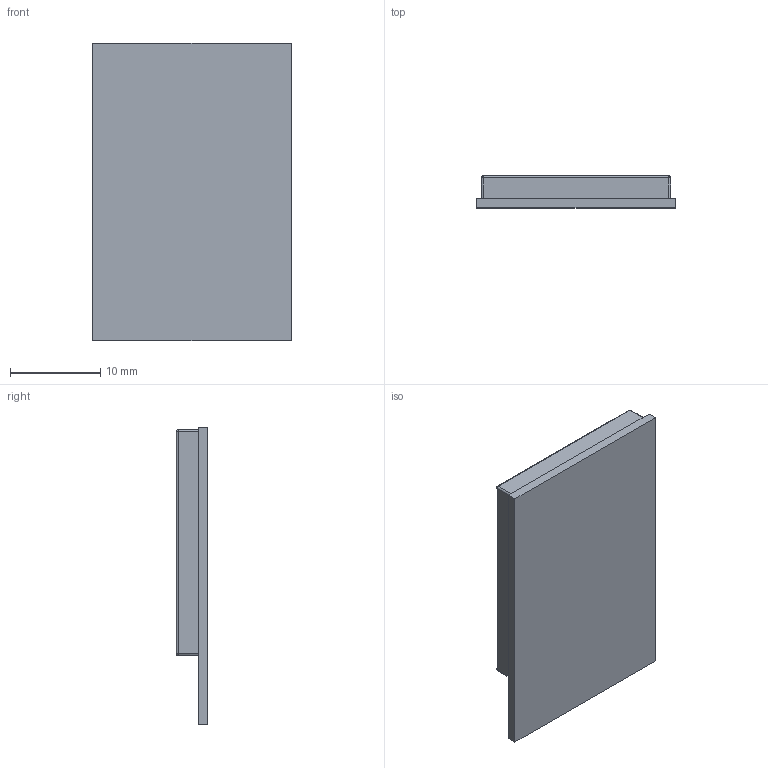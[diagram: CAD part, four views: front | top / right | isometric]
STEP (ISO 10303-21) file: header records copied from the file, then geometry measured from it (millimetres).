
FILE_DESCRIPTION (( 'STEP AP214' ), '1' );
FILE_NAME ('User Library-tln13sp01.STEP', '2018-11-07T08:25:15', ( '' ), ( '' ), 'SwSTEP 2.0', 'SolidWorks 2018', '' );
FILE_SCHEMA (( 'AUTOMOTIVE_DESIGN' ));
Length unit declared in the file: millimetre
Products named in the file (3): User Library-tln13sp01; User Library-tln13sp01_IPEX; User Library-tln13sp01_TLN5
Assembly tree (2 placements, depth 2):
  User Library-tln13sp01
    User Library-tln13sp01_TLN5
    User Library-tln13sp01_IPEX
Bounding box: 22 x 3.5 x 33 mm (x, y, z)
Volume: 1919.2 mm3; surface area: 1813.9 mm2
Topology: 2 solids, 2 shells, 151 faces, 362 edges, 202 vertices
Faces by surface type: cylinder 63, plane 43, bspline 39, cone 6
Entity records: 6294 total; most frequent: CARTESIAN_POINT 1543, ORIENTED_EDGE 692, DIRECTION 691, EDGE_CURVE 346, AXIS2_PLACEMENT_3D 259, VERTEX_POINT 202, VECTOR 173, LINE 173
